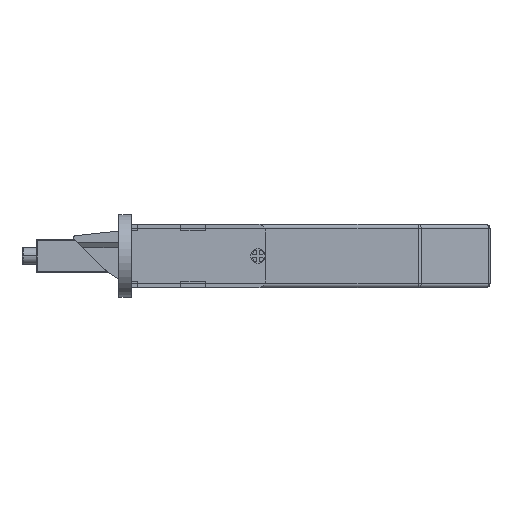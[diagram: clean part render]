
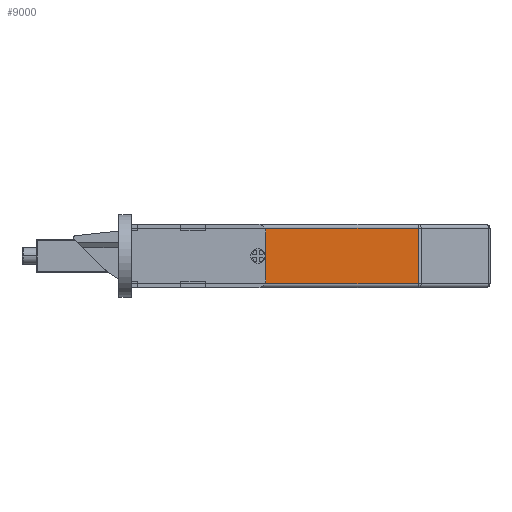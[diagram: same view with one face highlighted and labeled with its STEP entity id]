
A CAD part, front view. The second image highlights one B-rep face of the part: STEP entity #9000.
In plain terms, the highlighted planar face has unit normal (0, -1, 0).
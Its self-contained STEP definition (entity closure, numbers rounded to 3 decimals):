
#170 = LINE ( 'NONE', #2682, #2158 ) ;
#265 = DIRECTION ( 'NONE',  ( 0., -1., 0. ) ) ;
#429 = CIRCLE ( 'NONE', #5102, 1.75 ) ;
#626 = CARTESIAN_POINT ( 'NONE',  ( 44.75, -14.7, 6. ) ) ;
#676 = DIRECTION ( 'NONE',  ( -1., 0., 0. ) ) ;
#949 = EDGE_CURVE ( 'NONE', #7564, #5615, #8367, .T. ) ;
#992 = AXIS2_PLACEMENT_3D ( 'NONE', #1565, #9528, #4653 ) ;
#1120 = CARTESIAN_POINT ( 'NONE',  ( 44.75, -14.7, 4.25 ) ) ;
#1206 = CARTESIAN_POINT ( 'NONE',  ( 14., -14.7, 12.75 ) ) ;
#1340 = VECTOR ( 'NONE', #676, 1000. ) ;
#1560 = DIRECTION ( 'NONE',  ( 0., 0., -1. ) ) ;
#1565 = CARTESIAN_POINT ( 'NONE',  ( 44.75, -14.7, 6. ) ) ;
#2158 = VECTOR ( 'NONE', #5862, 1000. ) ;
#2266 = EDGE_LOOP ( 'NONE', ( #9417, #7975 ) ) ;
#2325 = AXIS2_PLACEMENT_3D ( 'NONE', #7435, #265, #3513 ) ;
#2560 = DIRECTION ( 'NONE',  ( 1., 0., 0. ) ) ;
#2612 = LINE ( 'NONE', #3393, #9835 ) ;
#2625 = EDGE_LOOP ( 'NONE', ( #2855, #7461, #3683, #9991 ) ) ;
#2682 = CARTESIAN_POINT ( 'NONE',  ( 14., -14.7, -1.75 ) ) ;
#2725 = CARTESIAN_POINT ( 'NONE',  ( 83.586, -14.7, -0.75 ) ) ;
#2855 = ORIENTED_EDGE ( 'NONE', *, *, #3992, .F. ) ;
#3025 = LINE ( 'NONE', #8679, #1340 ) ;
#3393 = CARTESIAN_POINT ( 'NONE',  ( 83.586, -14.7, -1.75 ) ) ;
#3416 = VERTEX_POINT ( 'NONE', #1120 ) ;
#3455 = PLANE ( 'NONE',  #2325 ) ;
#3513 = DIRECTION ( 'NONE',  ( 1., 0., 0. ) ) ;
#3683 = ORIENTED_EDGE ( 'NONE', *, *, #5788, .T. ) ;
#3916 = DIRECTION ( 'NONE',  ( 0., -1., 0. ) ) ;
#3992 = EDGE_CURVE ( 'NONE', #7564, #4026, #170, .T. ) ;
#4001 = CARTESIAN_POINT ( 'NONE',  ( 83.586, -14.7, 12.75 ) ) ;
#4026 = VERTEX_POINT ( 'NONE', #1206 ) ;
#4234 = FACE_OUTER_BOUND ( 'NONE', #2625, .T. ) ;
#4653 = DIRECTION ( 'NONE',  ( 0., 0., -1. ) ) ;
#5027 = FACE_BOUND ( 'NONE', #2266, .T. ) ;
#5102 = AXIS2_PLACEMENT_3D ( 'NONE', #626, #3916, #1560 ) ;
#5154 = CIRCLE ( 'NONE', #992, 1.75 ) ;
#5615 = VERTEX_POINT ( 'NONE', #2725 ) ;
#5670 = EDGE_CURVE ( 'NONE', #3416, #9956, #5154, .T. ) ;
#5788 = EDGE_CURVE ( 'NONE', #5615, #8450, #2612, .T. ) ;
#5862 = DIRECTION ( 'NONE',  ( 0., 0., 1. ) ) ;
#6172 = EDGE_CURVE ( 'NONE', #8450, #4026, #3025, .T. ) ;
#7435 = CARTESIAN_POINT ( 'NONE',  ( 14., -14.7, -1.75 ) ) ;
#7461 = ORIENTED_EDGE ( 'NONE', *, *, #949, .T. ) ;
#7564 = VERTEX_POINT ( 'NONE', #8296 ) ;
#7975 = ORIENTED_EDGE ( 'NONE', *, *, #10145, .F. ) ;
#8107 = DIRECTION ( 'NONE',  ( 0., 0., 1. ) ) ;
#8296 = CARTESIAN_POINT ( 'NONE',  ( 14., -14.7, -0.75 ) ) ;
#8367 = LINE ( 'NONE', #9725, #9929 ) ;
#8450 = VERTEX_POINT ( 'NONE', #4001 ) ;
#8679 = CARTESIAN_POINT ( 'NONE',  ( 14., -14.7, 12.75 ) ) ;
#9000 = ADVANCED_FACE ( 'NONE', ( #5027, #4234 ), #3455, .T. ) ;
#9417 = ORIENTED_EDGE ( 'NONE', *, *, #5670, .F. ) ;
#9528 = DIRECTION ( 'NONE',  ( 0., -1., 0. ) ) ;
#9725 = CARTESIAN_POINT ( 'NONE',  ( 84., -14.7, -0.75 ) ) ;
#9783 = CARTESIAN_POINT ( 'NONE',  ( 44.75, -14.7, 7.75 ) ) ;
#9835 = VECTOR ( 'NONE', #8107, 1000. ) ;
#9929 = VECTOR ( 'NONE', #2560, 1000. ) ;
#9956 = VERTEX_POINT ( 'NONE', #9783 ) ;
#9991 = ORIENTED_EDGE ( 'NONE', *, *, #6172, .T. ) ;
#10145 = EDGE_CURVE ( 'NONE', #9956, #3416, #429, .T. ) ;
